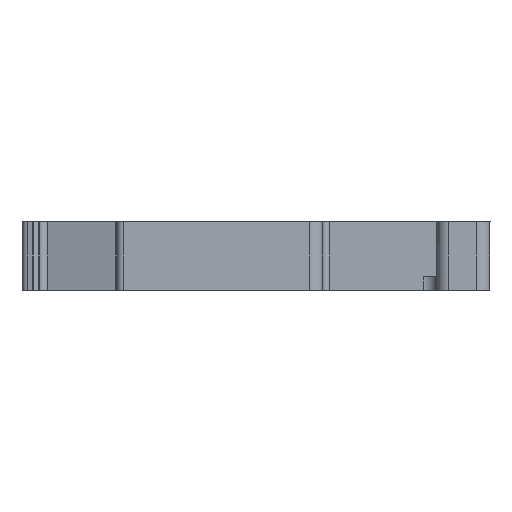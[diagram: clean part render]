
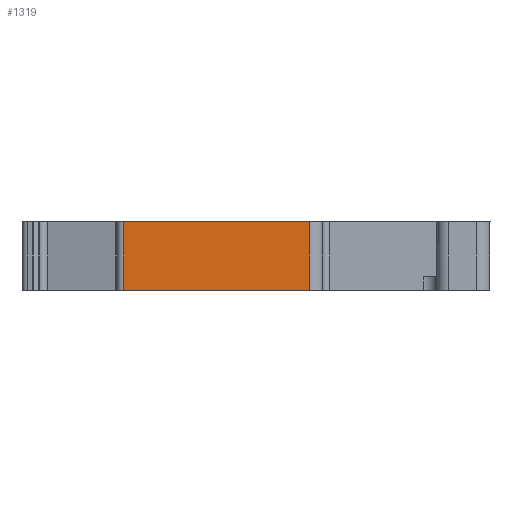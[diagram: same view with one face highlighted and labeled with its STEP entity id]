
A CAD part, left-side view. The second image highlights one B-rep face of the part: STEP entity #1319.
In plain terms, the highlighted planar face has unit normal (-1, 0, 0).
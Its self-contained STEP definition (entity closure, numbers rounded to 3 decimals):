
#1319 = ADVANCED_FACE ( 'NONE', ( #6772 ), #20060, .F. ) ;
#3505 = LINE ( 'NONE', #6586, #8952 ) ;
#5499 = ORIENTED_EDGE ( 'NONE', *, *, #41260, .F. ) ;
#6586 = CARTESIAN_POINT ( 'NONE',  ( 926.751, 1255.537, 1862.799 ) ) ;
#6722 = DIRECTION ( 'NONE',  ( 0., 0., -1. ) ) ;
#6772 = FACE_OUTER_BOUND ( 'NONE', #25768, .T. ) ;
#6865 = LINE ( 'NONE', #26886, #11551 ) ;
#7619 = LINE ( 'NONE', #35209, #14222 ) ;
#7653 = DIRECTION ( 'NONE',  ( 0., 1., 0. ) ) ;
#7738 = EDGE_CURVE ( 'NONE', #11851, #39393, #6865, .T. ) ;
#8058 = AXIS2_PLACEMENT_3D ( 'NONE', #30035, #16994, #7653 ) ;
#8389 = DIRECTION ( 'NONE',  ( 0., 0., 1. ) ) ;
#8952 = VECTOR ( 'NONE', #6722, 1000. ) ;
#9986 = VERTEX_POINT ( 'NONE', #34819 ) ;
#10684 = VECTOR ( 'NONE', #8389, 1000. ) ;
#11551 = VECTOR ( 'NONE', #26335, 1000. ) ;
#11851 = VERTEX_POINT ( 'NONE', #34733 ) ;
#12979 = EDGE_CURVE ( 'NONE', #13164, #39393, #3505, .T. ) ;
#13164 = VERTEX_POINT ( 'NONE', #21583 ) ;
#14222 = VECTOR ( 'NONE', #28979, 1000. ) ;
#16994 = DIRECTION ( 'NONE',  ( 1., 0., 0. ) ) ;
#17897 = CARTESIAN_POINT ( 'NONE',  ( 926.751, 1255.537, 1857.619 ) ) ;
#19143 = LINE ( 'NONE', #33806, #10684 ) ;
#19203 = ORIENTED_EDGE ( 'NONE', *, *, #12979, .F. ) ;
#20060 = PLANE ( 'NONE',  #8058 ) ;
#20774 = EDGE_CURVE ( 'NONE', #11851, #9986, #19143, .T. ) ;
#21583 = CARTESIAN_POINT ( 'NONE',  ( 926.751, 1255.537, 1862.799 ) ) ;
#25768 = EDGE_LOOP ( 'NONE', ( #19203, #5499, #33345, #39273 ) ) ;
#26335 = DIRECTION ( 'NONE',  ( 0., -1., 0. ) ) ;
#26886 = CARTESIAN_POINT ( 'NONE',  ( 926.751, 3270.656, 1857.619 ) ) ;
#28979 = DIRECTION ( 'NONE',  ( 0., -1., 0. ) ) ;
#30035 = CARTESIAN_POINT ( 'NONE',  ( 926.751, 3270.656, 1862.799 ) ) ;
#33345 = ORIENTED_EDGE ( 'NONE', *, *, #20774, .F. ) ;
#33806 = CARTESIAN_POINT ( 'NONE',  ( 926.751, 1269.67, 1862.799 ) ) ;
#34733 = CARTESIAN_POINT ( 'NONE',  ( 926.751, 1269.67, 1857.619 ) ) ;
#34819 = CARTESIAN_POINT ( 'NONE',  ( 926.751, 1269.67, 1862.799 ) ) ;
#35209 = CARTESIAN_POINT ( 'NONE',  ( 926.751, 3270.656, 1862.799 ) ) ;
#39273 = ORIENTED_EDGE ( 'NONE', *, *, #7738, .T. ) ;
#39393 = VERTEX_POINT ( 'NONE', #17897 ) ;
#41260 = EDGE_CURVE ( 'NONE', #9986, #13164, #7619, .T. ) ;
